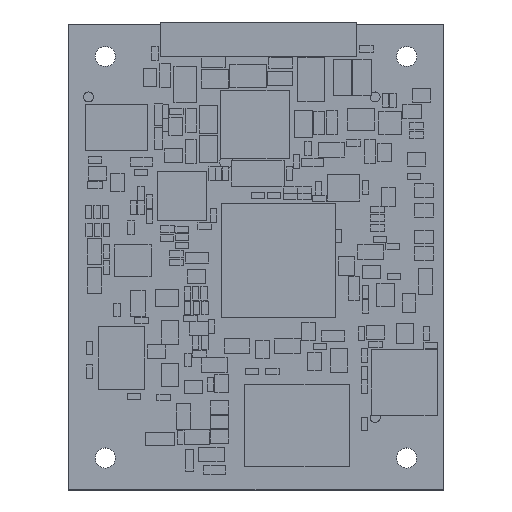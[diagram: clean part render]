
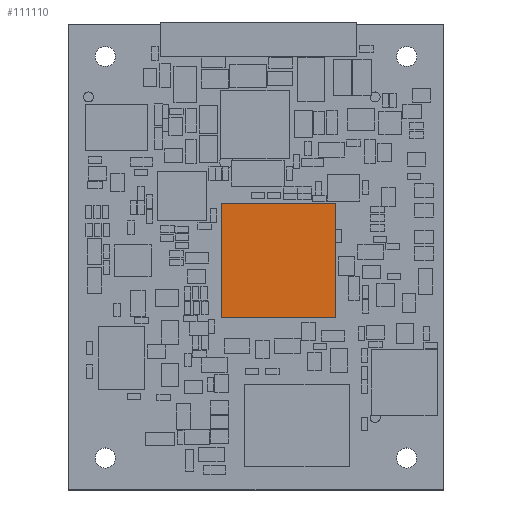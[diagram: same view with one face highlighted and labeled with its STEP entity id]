
A CAD part, top view. The second image highlights one B-rep face of the part: STEP entity #111110.
In plain terms, the highlighted planar face has unit normal (0, 0, 1).
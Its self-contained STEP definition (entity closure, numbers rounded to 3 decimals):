
#110796 = VERTEX_POINT('',#110797);
#110797 = CARTESIAN_POINT('',(16.666,18.883,0.9));
#110804 = PLANE('',#110805);
#110805 = AXIS2_PLACEMENT_3D('',#110806,#110807,#110808);
#110806 = CARTESIAN_POINT('',(16.666,18.883,0.));
#110807 = DIRECTION('',(0.,1.,0.));
#110808 = DIRECTION('',(1.,0.,0.));
#110816 = PLANE('',#110817);
#110817 = AXIS2_PLACEMENT_3D('',#110818,#110819,#110820);
#110818 = CARTESIAN_POINT('',(16.666,31.383,0.));
#110819 = DIRECTION('',(1.,0.,0.));
#110820 = DIRECTION('',(0.,-1.,0.));
#110828 = EDGE_CURVE('',#110796,#110829,#110831,.T.);
#110829 = VERTEX_POINT('',#110830);
#110830 = CARTESIAN_POINT('',(29.166,18.883,0.9));
#110831 = SURFACE_CURVE('',#110832,(#110836,#110843),.PCURVE_S1.);
#110832 = LINE('',#110833,#110834);
#110833 = CARTESIAN_POINT('',(16.666,18.883,0.9));
#110834 = VECTOR('',#110835,1.);
#110835 = DIRECTION('',(1.,0.,0.));
#110836 = PCURVE('',#110804,#110837);
#110837 = DEFINITIONAL_REPRESENTATION('',(#110838),#110842);
#110838 = LINE('',#110839,#110840);
#110839 = CARTESIAN_POINT('',(0.,-0.9));
#110840 = VECTOR('',#110841,1.);
#110841 = DIRECTION('',(1.,0.));
#110842 = ( GEOMETRIC_REPRESENTATION_CONTEXT(2) 
PARAMETRIC_REPRESENTATION_CONTEXT() REPRESENTATION_CONTEXT('2D SPACE',''
  ) );
#110843 = PCURVE('',#110844,#110849);
#110844 = PLANE('',#110845);
#110845 = AXIS2_PLACEMENT_3D('',#110846,#110847,#110848);
#110846 = CARTESIAN_POINT('',(16.666,18.883,0.9));
#110847 = DIRECTION('',(0.,0.,-1.));
#110848 = DIRECTION('',(-1.,0.,0.));
#110849 = DEFINITIONAL_REPRESENTATION('',(#110850),#110854);
#110850 = LINE('',#110851,#110852);
#110851 = CARTESIAN_POINT('',(0.,0.));
#110852 = VECTOR('',#110853,1.);
#110853 = DIRECTION('',(-1.,0.));
#110854 = ( GEOMETRIC_REPRESENTATION_CONTEXT(2) 
PARAMETRIC_REPRESENTATION_CONTEXT() REPRESENTATION_CONTEXT('2D SPACE',''
  ) );
#110872 = PLANE('',#110873);
#110873 = AXIS2_PLACEMENT_3D('',#110874,#110875,#110876);
#110874 = CARTESIAN_POINT('',(29.166,18.883,0.));
#110875 = DIRECTION('',(-1.,0.,0.));
#110876 = DIRECTION('',(0.,1.,0.));
#110916 = VERTEX_POINT('',#110917);
#110917 = CARTESIAN_POINT('',(16.666,31.383,0.9));
#110931 = PLANE('',#110932);
#110932 = AXIS2_PLACEMENT_3D('',#110933,#110934,#110935);
#110933 = CARTESIAN_POINT('',(29.166,31.383,0.));
#110934 = DIRECTION('',(0.,-1.,0.));
#110935 = DIRECTION('',(-1.,0.,0.));
#110943 = EDGE_CURVE('',#110916,#110796,#110944,.T.);
#110944 = SURFACE_CURVE('',#110945,(#110949,#110956),.PCURVE_S1.);
#110945 = LINE('',#110946,#110947);
#110946 = CARTESIAN_POINT('',(16.666,31.383,0.9));
#110947 = VECTOR('',#110948,1.);
#110948 = DIRECTION('',(0.,-1.,0.));
#110949 = PCURVE('',#110816,#110950);
#110950 = DEFINITIONAL_REPRESENTATION('',(#110951),#110955);
#110951 = LINE('',#110952,#110953);
#110952 = CARTESIAN_POINT('',(0.,-0.9));
#110953 = VECTOR('',#110954,1.);
#110954 = DIRECTION('',(1.,0.));
#110955 = ( GEOMETRIC_REPRESENTATION_CONTEXT(2) 
PARAMETRIC_REPRESENTATION_CONTEXT() REPRESENTATION_CONTEXT('2D SPACE',''
  ) );
#110956 = PCURVE('',#110844,#110957);
#110957 = DEFINITIONAL_REPRESENTATION('',(#110958),#110962);
#110958 = LINE('',#110959,#110960);
#110959 = CARTESIAN_POINT('',(0.,12.5));
#110960 = VECTOR('',#110961,1.);
#110961 = DIRECTION('',(0.,-1.));
#110962 = ( GEOMETRIC_REPRESENTATION_CONTEXT(2) 
PARAMETRIC_REPRESENTATION_CONTEXT() REPRESENTATION_CONTEXT('2D SPACE',''
  ) );
#110990 = EDGE_CURVE('',#110829,#110991,#110993,.T.);
#110991 = VERTEX_POINT('',#110992);
#110992 = CARTESIAN_POINT('',(29.166,31.383,0.9));
#110993 = SURFACE_CURVE('',#110994,(#110998,#111005),.PCURVE_S1.);
#110994 = LINE('',#110995,#110996);
#110995 = CARTESIAN_POINT('',(29.166,18.883,0.9));
#110996 = VECTOR('',#110997,1.);
#110997 = DIRECTION('',(0.,1.,0.));
#110998 = PCURVE('',#110872,#110999);
#110999 = DEFINITIONAL_REPRESENTATION('',(#111000),#111004);
#111000 = LINE('',#111001,#111002);
#111001 = CARTESIAN_POINT('',(0.,-0.9));
#111002 = VECTOR('',#111003,1.);
#111003 = DIRECTION('',(1.,0.));
#111004 = ( GEOMETRIC_REPRESENTATION_CONTEXT(2) 
PARAMETRIC_REPRESENTATION_CONTEXT() REPRESENTATION_CONTEXT('2D SPACE',''
  ) );
#111005 = PCURVE('',#110844,#111006);
#111006 = DEFINITIONAL_REPRESENTATION('',(#111007),#111011);
#111007 = LINE('',#111008,#111009);
#111008 = CARTESIAN_POINT('',(-12.5,0.));
#111009 = VECTOR('',#111010,1.);
#111010 = DIRECTION('',(0.,1.));
#111011 = ( GEOMETRIC_REPRESENTATION_CONTEXT(2) 
PARAMETRIC_REPRESENTATION_CONTEXT() REPRESENTATION_CONTEXT('2D SPACE',''
  ) );
#111061 = EDGE_CURVE('',#110991,#110916,#111062,.T.);
#111062 = SURFACE_CURVE('',#111063,(#111067,#111074),.PCURVE_S1.);
#111063 = LINE('',#111064,#111065);
#111064 = CARTESIAN_POINT('',(29.166,31.383,0.9));
#111065 = VECTOR('',#111066,1.);
#111066 = DIRECTION('',(-1.,0.,0.));
#111067 = PCURVE('',#110931,#111068);
#111068 = DEFINITIONAL_REPRESENTATION('',(#111069),#111073);
#111069 = LINE('',#111070,#111071);
#111070 = CARTESIAN_POINT('',(0.,-0.9));
#111071 = VECTOR('',#111072,1.);
#111072 = DIRECTION('',(1.,0.));
#111073 = ( GEOMETRIC_REPRESENTATION_CONTEXT(2) 
PARAMETRIC_REPRESENTATION_CONTEXT() REPRESENTATION_CONTEXT('2D SPACE',''
  ) );
#111074 = PCURVE('',#110844,#111075);
#111075 = DEFINITIONAL_REPRESENTATION('',(#111076),#111080);
#111076 = LINE('',#111077,#111078);
#111077 = CARTESIAN_POINT('',(-12.5,12.5));
#111078 = VECTOR('',#111079,1.);
#111079 = DIRECTION('',(1.,0.));
#111080 = ( GEOMETRIC_REPRESENTATION_CONTEXT(2) 
PARAMETRIC_REPRESENTATION_CONTEXT() REPRESENTATION_CONTEXT('2D SPACE',''
  ) );
#111110 = ADVANCED_FACE('',(#111111),#110844,.F.);
#111111 = FACE_BOUND('',#111112,.F.);
#111112 = EDGE_LOOP('',(#111113,#111114,#111115,#111116));
#111113 = ORIENTED_EDGE('',*,*,#110828,.F.);
#111114 = ORIENTED_EDGE('',*,*,#110943,.F.);
#111115 = ORIENTED_EDGE('',*,*,#111061,.F.);
#111116 = ORIENTED_EDGE('',*,*,#110990,.F.);
